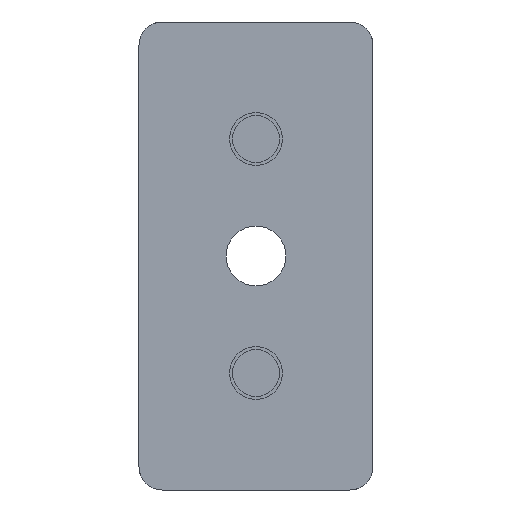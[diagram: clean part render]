
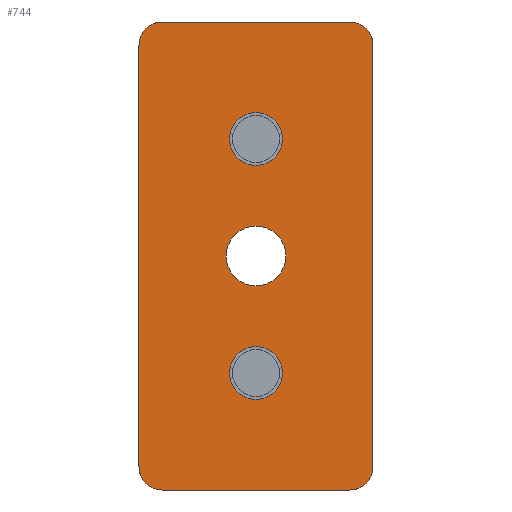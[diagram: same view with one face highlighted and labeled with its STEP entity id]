
A CAD part, front view. The second image highlights one B-rep face of the part: STEP entity #744.
In plain terms, the highlighted planar face has unit normal (0, -1, 0).
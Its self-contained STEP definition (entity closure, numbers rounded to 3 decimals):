
#22 = FACE_BOUND ( 'NONE', #78, .T. ) ;
#25 = CIRCLE ( 'NONE', #1712, 4. ) ;
#49 = EDGE_CURVE ( 'NONE', #448, #902, #280, .T. ) ;
#69 = CARTESIAN_POINT ( 'NONE',  ( 16., 0., -40. ) ) ;
#78 = EDGE_LOOP ( 'NONE', ( #363, #496 ) ) ;
#98 = EDGE_CURVE ( 'NONE', #1597, #1390, #322, .T. ) ;
#120 = DIRECTION ( 'NONE',  ( 0., -1., 0. ) ) ;
#162 = PLANE ( 'NONE',  #348 ) ;
#217 = EDGE_LOOP ( 'NONE', ( #1702, #1484 ) ) ;
#219 = DIRECTION ( 'NONE',  ( 0., 0., -1. ) ) ;
#225 = DIRECTION ( 'NONE',  ( 0., -1., 0. ) ) ;
#227 = CIRCLE ( 'NONE', #1146, 4. ) ;
#242 = CARTESIAN_POINT ( 'NONE',  ( 0., 0., 20. ) ) ;
#255 = DIRECTION ( 'NONE',  ( 0., -1., 0. ) ) ;
#280 = CIRCLE ( 'NONE', #558, 4. ) ;
#289 = CARTESIAN_POINT ( 'NONE',  ( -20., 0., 0. ) ) ;
#295 = AXIS2_PLACEMENT_3D ( 'NONE', #1070, #1077, #219 ) ;
#322 = CIRCLE ( 'NONE', #1851, 4.5 ) ;
#342 = CARTESIAN_POINT ( 'NONE',  ( -16., 0., -40. ) ) ;
#346 = VERTEX_POINT ( 'NONE', #1647 ) ;
#347 = AXIS2_PLACEMENT_3D ( 'NONE', #242, #255, #1387 ) ;
#348 = AXIS2_PLACEMENT_3D ( 'NONE', #1587, #1153, #1286 ) ;
#353 = CARTESIAN_POINT ( 'NONE',  ( -16., 0., 40. ) ) ;
#363 = ORIENTED_EDGE ( 'NONE', *, *, #1240, .F. ) ;
#369 = CARTESIAN_POINT ( 'NONE',  ( 0., 0., 5.1 ) ) ;
#382 = CARTESIAN_POINT ( 'NONE',  ( 0., 0., 15.5 ) ) ;
#386 = EDGE_LOOP ( 'NONE', ( #1786, #1277 ) ) ;
#417 = CIRCLE ( 'NONE', #347, 4.5 ) ;
#433 = CARTESIAN_POINT ( 'NONE',  ( 0., 0., -15.5 ) ) ;
#443 = DIRECTION ( 'NONE',  ( 0., 1., 0. ) ) ;
#448 = VERTEX_POINT ( 'NONE', #342 ) ;
#457 = EDGE_CURVE ( 'NONE', #1390, #1597, #600, .T. ) ;
#460 = CARTESIAN_POINT ( 'NONE',  ( -20., 0., -36. ) ) ;
#496 = ORIENTED_EDGE ( 'NONE', *, *, #1417, .F. ) ;
#508 = VECTOR ( 'NONE', #1806, 1000. ) ;
#509 = VECTOR ( 'NONE', #936, 1000. ) ;
#515 = DIRECTION ( 'NONE',  ( 0., 0., -1. ) ) ;
#527 = CARTESIAN_POINT ( 'NONE',  ( 0., 0., 40. ) ) ;
#535 = CARTESIAN_POINT ( 'NONE',  ( -16., 0., -36. ) ) ;
#558 = AXIS2_PLACEMENT_3D ( 'NONE', #535, #1105, #1245 ) ;
#564 = VERTEX_POINT ( 'NONE', #919 ) ;
#600 = CIRCLE ( 'NONE', #295, 4.5 ) ;
#603 = CARTESIAN_POINT ( 'NONE',  ( 16., 0., 36. ) ) ;
#629 = VERTEX_POINT ( 'NONE', #809 ) ;
#634 = ORIENTED_EDGE ( 'NONE', *, *, #667, .F. ) ;
#635 = EDGE_LOOP ( 'NONE', ( #1259, #1386, #1208, #1677, #1852, #1368, #634, #883 ) ) ;
#647 = CARTESIAN_POINT ( 'NONE',  ( 0., 0., -24.5 ) ) ;
#660 = CARTESIAN_POINT ( 'NONE',  ( 0., 0., 0. ) ) ;
#664 = DIRECTION ( 'NONE',  ( 0., 0., 1. ) ) ;
#667 = EDGE_CURVE ( 'NONE', #629, #1152, #25, .T. ) ;
#701 = VERTEX_POINT ( 'NONE', #989 ) ;
#744 = ADVANCED_FACE ( 'NONE', ( #22, #1560, #1181, #1051 ), #162, .F. ) ;
#765 = AXIS2_PLACEMENT_3D ( 'NONE', #1837, #120, #1102 ) ;
#800 = LINE ( 'NONE', #289, #1347 ) ;
#809 = CARTESIAN_POINT ( 'NONE',  ( -20., 0., 36. ) ) ;
#883 = ORIENTED_EDGE ( 'NONE', *, *, #1515, .F. ) ;
#902 = VERTEX_POINT ( 'NONE', #460 ) ;
#904 = EDGE_CURVE ( 'NONE', #1278, #346, #912, .T. ) ;
#912 = CIRCLE ( 'NONE', #1137, 5.1 ) ;
#919 = CARTESIAN_POINT ( 'NONE',  ( 0., 0., 24.5 ) ) ;
#923 = CARTESIAN_POINT ( 'NONE',  ( 0., 0., -40. ) ) ;
#925 = AXIS2_PLACEMENT_3D ( 'NONE', #1036, #443, #1612 ) ;
#929 = VERTEX_POINT ( 'NONE', #69 ) ;
#936 = DIRECTION ( 'NONE',  ( -1., 0., 0. ) ) ;
#964 = DIRECTION ( 'NONE',  ( 1., 0., 0. ) ) ;
#989 = CARTESIAN_POINT ( 'NONE',  ( 16., 0., 40. ) ) ;
#995 = EDGE_CURVE ( 'NONE', #1296, #1388, #1264, .T. ) ;
#1009 = EDGE_CURVE ( 'NONE', #1388, #929, #1731, .T. ) ;
#1036 = CARTESIAN_POINT ( 'NONE',  ( 16., 0., -36. ) ) ;
#1042 = DIRECTION ( 'NONE',  ( 0., -1., 0. ) ) ;
#1051 = FACE_OUTER_BOUND ( 'NONE', #635, .T. ) ;
#1070 = CARTESIAN_POINT ( 'NONE',  ( 0., 0., -20. ) ) ;
#1077 = DIRECTION ( 'NONE',  ( 0., -1., 0. ) ) ;
#1102 = DIRECTION ( 'NONE',  ( 0., 0., -1. ) ) ;
#1105 = DIRECTION ( 'NONE',  ( 0., 1., 0. ) ) ;
#1137 = AXIS2_PLACEMENT_3D ( 'NONE', #660, #225, #1797 ) ;
#1146 = AXIS2_PLACEMENT_3D ( 'NONE', #603, #1610, #1760 ) ;
#1152 = VERTEX_POINT ( 'NONE', #353 ) ;
#1153 = DIRECTION ( 'NONE',  ( 0., 1., 0. ) ) ;
#1156 = CIRCLE ( 'NONE', #1205, 4.5 ) ;
#1181 = FACE_BOUND ( 'NONE', #217, .T. ) ;
#1205 = AXIS2_PLACEMENT_3D ( 'NONE', #1742, #1042, #1639 ) ;
#1208 = ORIENTED_EDGE ( 'NONE', *, *, #1009, .F. ) ;
#1221 = VECTOR ( 'NONE', #964, 1000. ) ;
#1240 = EDGE_CURVE ( 'NONE', #1385, #564, #1156, .T. ) ;
#1245 = DIRECTION ( 'NONE',  ( 0., 0., 1. ) ) ;
#1259 = ORIENTED_EDGE ( 'NONE', *, *, #49, .F. ) ;
#1264 = LINE ( 'NONE', #1333, #508 ) ;
#1277 = ORIENTED_EDGE ( 'NONE', *, *, #98, .F. ) ;
#1278 = VERTEX_POINT ( 'NONE', #369 ) ;
#1286 = DIRECTION ( 'NONE',  ( 0., 0., 1. ) ) ;
#1296 = VERTEX_POINT ( 'NONE', #1801 ) ;
#1311 = EDGE_CURVE ( 'NONE', #929, #448, #1729, .T. ) ;
#1322 = CIRCLE ( 'NONE', #765, 5.1 ) ;
#1333 = CARTESIAN_POINT ( 'NONE',  ( 20., 0., 0. ) ) ;
#1347 = VECTOR ( 'NONE', #1705, 1000. ) ;
#1364 = DIRECTION ( 'NONE',  ( 0., -1., 0. ) ) ;
#1367 = CARTESIAN_POINT ( 'NONE',  ( -16., 0., 36. ) ) ;
#1368 = ORIENTED_EDGE ( 'NONE', *, *, #1491, .F. ) ;
#1385 = VERTEX_POINT ( 'NONE', #382 ) ;
#1386 = ORIENTED_EDGE ( 'NONE', *, *, #1311, .F. ) ;
#1387 = DIRECTION ( 'NONE',  ( 0., 0., -1. ) ) ;
#1388 = VERTEX_POINT ( 'NONE', #1499 ) ;
#1390 = VERTEX_POINT ( 'NONE', #647 ) ;
#1417 = EDGE_CURVE ( 'NONE', #564, #1385, #417, .T. ) ;
#1428 = EDGE_CURVE ( 'NONE', #346, #1278, #1322, .T. ) ;
#1484 = ORIENTED_EDGE ( 'NONE', *, *, #904, .F. ) ;
#1491 = EDGE_CURVE ( 'NONE', #1152, #701, #1749, .T. ) ;
#1499 = CARTESIAN_POINT ( 'NONE',  ( 20., 0., -36. ) ) ;
#1513 = CARTESIAN_POINT ( 'NONE',  ( 0., 0., -20. ) ) ;
#1514 = DIRECTION ( 'NONE',  ( 0., 1., 0. ) ) ;
#1515 = EDGE_CURVE ( 'NONE', #902, #629, #800, .T. ) ;
#1560 = FACE_BOUND ( 'NONE', #386, .T. ) ;
#1587 = CARTESIAN_POINT ( 'NONE',  ( 0., 0., 0. ) ) ;
#1597 = VERTEX_POINT ( 'NONE', #433 ) ;
#1610 = DIRECTION ( 'NONE',  ( 0., 1., 0. ) ) ;
#1612 = DIRECTION ( 'NONE',  ( 0., 0., 1. ) ) ;
#1629 = EDGE_CURVE ( 'NONE', #701, #1296, #227, .T. ) ;
#1639 = DIRECTION ( 'NONE',  ( 0., 0., -1. ) ) ;
#1647 = CARTESIAN_POINT ( 'NONE',  ( 0., 0., -5.1 ) ) ;
#1677 = ORIENTED_EDGE ( 'NONE', *, *, #995, .F. ) ;
#1702 = ORIENTED_EDGE ( 'NONE', *, *, #1428, .F. ) ;
#1705 = DIRECTION ( 'NONE',  ( 0., 0., 1. ) ) ;
#1712 = AXIS2_PLACEMENT_3D ( 'NONE', #1367, #1514, #664 ) ;
#1729 = LINE ( 'NONE', #923, #509 ) ;
#1731 = CIRCLE ( 'NONE', #925, 4. ) ;
#1742 = CARTESIAN_POINT ( 'NONE',  ( 0., 0., 20. ) ) ;
#1749 = LINE ( 'NONE', #527, #1221 ) ;
#1760 = DIRECTION ( 'NONE',  ( 0., 0., 1. ) ) ;
#1786 = ORIENTED_EDGE ( 'NONE', *, *, #457, .F. ) ;
#1797 = DIRECTION ( 'NONE',  ( 0., 0., -1. ) ) ;
#1801 = CARTESIAN_POINT ( 'NONE',  ( 20., 0., 36. ) ) ;
#1806 = DIRECTION ( 'NONE',  ( 0., 0., -1. ) ) ;
#1837 = CARTESIAN_POINT ( 'NONE',  ( 0., 0., 0. ) ) ;
#1851 = AXIS2_PLACEMENT_3D ( 'NONE', #1513, #1364, #515 ) ;
#1852 = ORIENTED_EDGE ( 'NONE', *, *, #1629, .F. ) ;
